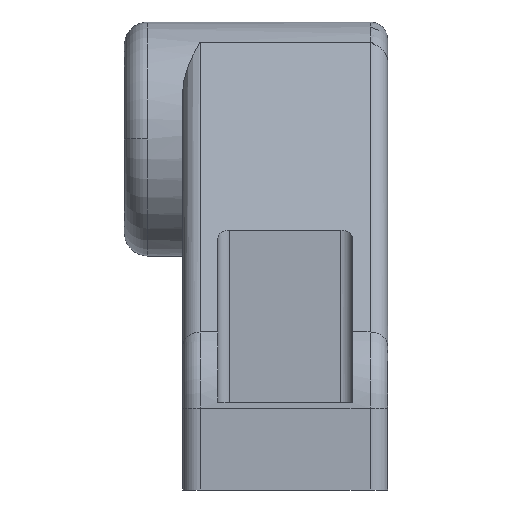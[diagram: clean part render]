
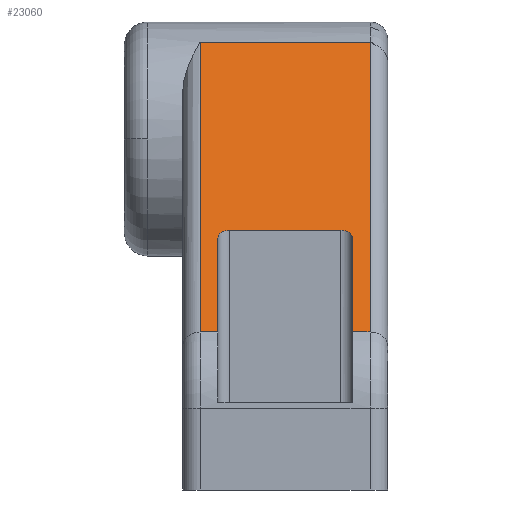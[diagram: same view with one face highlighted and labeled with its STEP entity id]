
A CAD part, front view. The second image highlights one B-rep face of the part: STEP entity #23060.
In plain terms, the highlighted planar face has unit normal (0, -0.566, 0.824).
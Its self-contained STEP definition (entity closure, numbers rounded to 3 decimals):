
#11360=CARTESIAN_POINT('',(285.,-11.33,16.488));
#11370=VERTEX_POINT('',#11360);
#11400=CARTESIAN_POINT('',(243.25,-11.33,16.488));
#11410=DIRECTION('',(-1.,0.,0.));
#11420=VECTOR('',#11410,1.);
#11430=LINE('',#11400,#11420);
#11440=CARTESIAN_POINT('',(256.,-11.33,16.488));
#11450=VERTEX_POINT('',#11440);
#11460=EDGE_CURVE('',#11370,#11450,#11430,.T.);
#19320=CARTESIAN_POINT('',(259.,-83.314,-32.985));
#19330=VERTEX_POINT('',#19320);
#19360=CARTESIAN_POINT('',(259.,-51.826,-11.344));
#19370=DIRECTION('',(0.,0.824,0.566));
#19380=VECTOR('',#19370,1.);
#19390=LINE('',#19360,#19380);
#19400=CARTESIAN_POINT('',(259.,-60.,-16.962));
#19410=VERTEX_POINT('',#19400);
#19420=EDGE_CURVE('',#19330,#19410,#19390,.T.);
#20710=CARTESIAN_POINT('',(261.,-58.,-15.587));
#20720=VERTEX_POINT('',#20710);
#20750=CARTESIAN_POINT('',(258.5,-58.,-15.587));
#20760=DIRECTION('',(1.,0.,0.));
#20770=VECTOR('',#20760,1.);
#20780=LINE('',#20750,#20770);
#20790=CARTESIAN_POINT('',(280.,-58.,-15.587));
#20800=VERTEX_POINT('',#20790);
#20810=EDGE_CURVE('',#20720,#20800,#20780,.T.);
#21590=CARTESIAN_POINT('',(270.5,-83.314,-32.985));
#21600=DIRECTION('',(1.,0.,0.));
#21610=VECTOR('',#21600,1.);
#21620=LINE('',#21590,#21610);
#21630=CARTESIAN_POINT('',(282.,-83.314,-32.985));
#21640=VERTEX_POINT('',#21630);
#21650=CARTESIAN_POINT('',(285.,-83.314,-32.985));
#21660=VERTEX_POINT('',#21650);
#21670=EDGE_CURVE('',#21640,#21660,#21620,.T.);
#21910=CARTESIAN_POINT('',(256.,-83.314,-32.985));
#21920=VERTEX_POINT('',#21910);
#21950=CARTESIAN_POINT('',(270.5,-83.314,-32.985));
#21960=DIRECTION('',(1.,0.,0.));
#21970=VECTOR('',#21960,1.);
#21980=LINE('',#21950,#21970);
#21990=EDGE_CURVE('',#21920,#19330,#21980,.T.);
#22210=CARTESIAN_POINT('',(261.,-60.,-16.962));
#22220=DIRECTION('',(0.,0.566,-0.824));
#22230=DIRECTION('',(0.,0.824,
0.566));
#22240=AXIS2_PLACEMENT_3D('',#22210,#22220,#22230);
#22250=ELLIPSE('',#22240,2.427,2.);
#22260=EDGE_CURVE('',#19410,#20720,#22250,.T.);
#22400=CARTESIAN_POINT('',(282.,-60.,-16.962));
#22410=VERTEX_POINT('',#22400);
#22460=CARTESIAN_POINT('',(280.,-60.,-16.962));
#22470=DIRECTION('',(0.,0.566,-0.824));
#22480=DIRECTION('',(0.,0.824,
0.566));
#22490=AXIS2_PLACEMENT_3D('',#22460,#22470,#22480);
#22500=ELLIPSE('',#22490,2.427,2.);
#22510=EDGE_CURVE('',#20800,#22410,#22500,.T.);
#22650=CARTESIAN_POINT('',(282.,-42.657,-5.043));
#22660=DIRECTION('',(0.,-0.824,-0.566));
#22670=VECTOR('',#22660,1.);
#22680=LINE('',#22650,#22670);
#22690=EDGE_CURVE('',#22410,#21640,#22680,.T.);
#22790=CARTESIAN_POINT('',(256.,-8.726,18.278));
#22800=DIRECTION('',(0.,-0.566,0.824));
#22810=DIRECTION('',(-1.,0.,0.));
#22820=AXIS2_PLACEMENT_3D('',#22790,#22800,#22810);
#22830=PLANE('',#22820);
#22840=ORIENTED_EDGE('',*,*,#21990,.T.);
#22850=CARTESIAN_POINT('',(256.,-8.726,18.278));
#22860=DIRECTION('',(0.,-0.824,-0.566));
#22870=VECTOR('',#22860,1.);
#22880=LINE('',#22850,#22870);
#22890=EDGE_CURVE('',#11450,#21920,#22880,.T.);
#22900=ORIENTED_EDGE('',*,*,#22890,.T.);
#22910=ORIENTED_EDGE('',*,*,#11460,.T.);
#22920=CARTESIAN_POINT('',(285.,-8.726,18.278));
#22930=DIRECTION('',(0.,-0.824,-0.566));
#22940=VECTOR('',#22930,1.);
#22950=LINE('',#22920,#22940);
#22960=EDGE_CURVE('',#11370,#21660,#22950,.T.);
#22970=ORIENTED_EDGE('',*,*,#22960,.F.);
#22980=ORIENTED_EDGE('',*,*,#21670,.T.);
#22990=ORIENTED_EDGE('',*,*,#22690,.T.);
#23000=ORIENTED_EDGE('',*,*,#22510,.T.);
#23010=ORIENTED_EDGE('',*,*,#20810,.T.);
#23020=ORIENTED_EDGE('',*,*,#22260,.T.);
#23030=ORIENTED_EDGE('',*,*,#19420,.T.);
#23040=EDGE_LOOP('',(#23030,#23020,#23010,#23000,#22990,#22980,#22970,
#22910,#22900,#22840));
#23050=FACE_OUTER_BOUND('',#23040,.T.);
#23060=ADVANCED_FACE('',(#23050),#22830,.T.);
